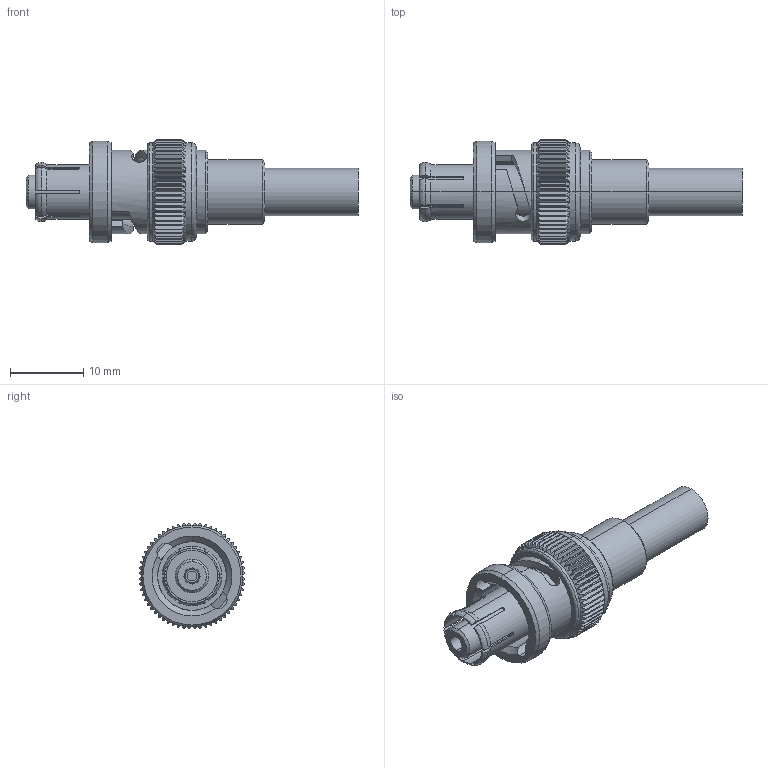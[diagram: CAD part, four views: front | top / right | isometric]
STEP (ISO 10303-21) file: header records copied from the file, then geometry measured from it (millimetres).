
FILE_DESCRIPTION (( 'STEP AP214' ), '1' );
FILE_NAME ('FMCN1755_3D.STEP', '2021-09-21T16:24:01', ( '' ), ( '' ), 'SwSTEP 2.0', 'SolidWorks 2021', '' );
FILE_SCHEMA (( 'AUTOMOTIVE_DESIGN' ));
Length unit declared in the file: inch
Products named in the file (1): FMCN1755_3D
Bounding box: 45.32 x 14.47 x 14.47 mm (x, y, z)
Volume: 2546.9 mm3; surface area: 3286.3 mm2
Topology: 3 solids, 3 shells, 372 faces, 1032 edges, 676 vertices
Faces by surface type: plane 192, cylinder 131, bspline 26, cone 23
Entity records: 14339 total; most frequent: CARTESIAN_POINT 5289, ORIENTED_EDGE 2064, DIRECTION 1670, EDGE_CURVE 1032, VERTEX_POINT 676, AXIS2_PLACEMENT_3D 649, EDGE_LOOP 390, VECTOR 372
